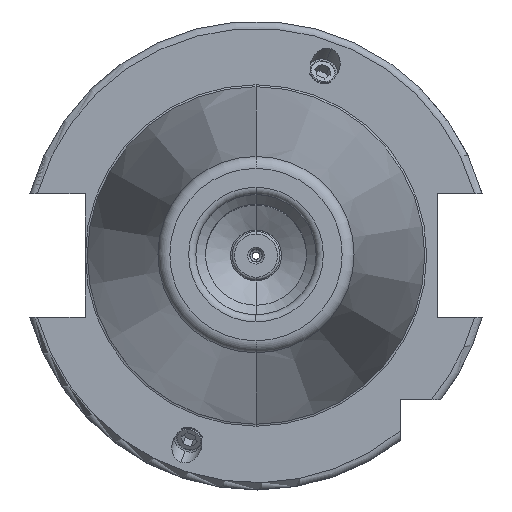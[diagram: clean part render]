
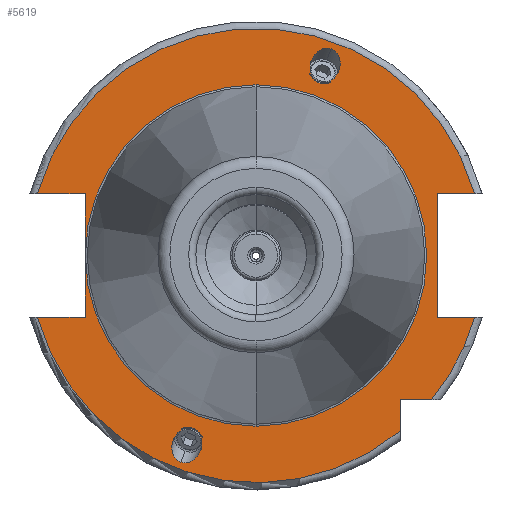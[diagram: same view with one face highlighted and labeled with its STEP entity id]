
A CAD part, top view. The second image highlights one B-rep face of the part: STEP entity #5619.
In plain terms, the highlighted planar face has unit normal (0, 0, 1).
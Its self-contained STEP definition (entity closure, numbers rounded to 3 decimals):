
#639=CARTESIAN_POINT('',(0,0,15.9));
#640=DIRECTION('',(0,0,-1));
#641=DIRECTION('',(0,1,0));
#642=AXIS2_PLACEMENT_3D('',#639,#640,#641);
#644=CARTESIAN_POINT('',(0,0,15.9));
#645=DIRECTION('',(0,0,1));
#646=DIRECTION('',(0,1,0));
#647=AXIS2_PLACEMENT_3D('',#644,#645,#646);
#659=CARTESIAN_POINT('',(0,0,15.9));
#660=DIRECTION('',(0,0,1));
#661=DIRECTION('',(-1,0,0));
#662=AXIS2_PLACEMENT_3D('',#659,#660,#661);
#664=DIRECTION('',(1,0,0));
#665=VECTOR('',#664,9.969);
#666=CARTESIAN_POINT('',(-45.469,-12.85,15.9));
#667=LINE('',#666,#665);
#668=DIRECTION('',(0.,1,0));
#669=VECTOR('',#668,12.85);
#670=CARTESIAN_POINT('',(-35.5,-12.85,15.9));
#671=LINE('',#670,#669);
#672=DIRECTION('',(0.,1,0));
#673=VECTOR('',#672,12.85);
#674=CARTESIAN_POINT('',(-35.5,0,15.9));
#675=LINE('',#674,#673);
#676=DIRECTION('',(1,0,0));
#677=VECTOR('',#676,9.969);
#678=CARTESIAN_POINT('',(-45.469,12.85,15.9));
#679=LINE('',#678,#677);
#680=DIRECTION('',(-1,0,0));
#681=VECTOR('',#680,7.769);
#682=CARTESIAN_POINT('',(45.469,12.85,15.9));
#683=LINE('',#682,#681);
#684=DIRECTION('',(0,-1,0));
#685=VECTOR('',#684,25.7);
#686=CARTESIAN_POINT('',(37.7,12.85,15.9));
#687=LINE('',#686,#685);
#688=DIRECTION('',(-1,0,0));
#689=VECTOR('',#688,7.769);
#690=CARTESIAN_POINT('',(45.469,-12.85,15.9));
#691=LINE('',#690,#689);
#692=CARTESIAN_POINT('',(0,0,15.9));
#693=DIRECTION('',(0,0,1));
#694=DIRECTION('',(0.773,-0.635,0));
#695=AXIS2_PLACEMENT_3D('',#692,#693,#694);
#697=DIRECTION('',(-1,0,0));
#698=VECTOR('',#697,6.504);
#699=CARTESIAN_POINT('',(36.504,-30,15.9));
#700=LINE('',#699,#698);
#701=DIRECTION('',(0,1,0));
#702=VECTOR('',#701,6.504);
#703=CARTESIAN_POINT('',(30,-36.504,15.9));
#704=LINE('',#703,#702);
#705=CARTESIAN_POINT('',(15.638,42.966,15.9));
#706=CARTESIAN_POINT('',(15.301,43.089,15.9));
#707=CARTESIAN_POINT('',(14.517,43.205,15.9));
#708=CARTESIAN_POINT('',(13.205,42.774,15.9));
#709=CARTESIAN_POINT('',(12.281,41.938,15.9));
#710=CARTESIAN_POINT('',(11.759,41.131,15.9));
#711=CARTESIAN_POINT('',(11.484,40.516,15.9));
#712=CARTESIAN_POINT('',(11.299,39.867,15.9));
#713=CARTESIAN_POINT('',(11.18,38.913,15.9));
#714=CARTESIAN_POINT('',(11.35,37.679,15.9));
#715=CARTESIAN_POINT('',(12.078,36.506,15.9));
#716=CARTESIAN_POINT('',(12.754,36.091,15.9));
#717=CARTESIAN_POINT('',(13.091,35.968,15.9));
#719=CARTESIAN_POINT('',(13.091,35.968,15.9));
#720=CARTESIAN_POINT('',(13.429,35.845,15.9));
#721=CARTESIAN_POINT('',(14.213,35.729,15.9));
#722=CARTESIAN_POINT('',(15.525,36.16,15.9));
#723=CARTESIAN_POINT('',(16.448,36.996,15.9));
#724=CARTESIAN_POINT('',(16.971,37.803,15.9));
#725=CARTESIAN_POINT('',(17.246,38.418,15.9));
#726=CARTESIAN_POINT('',(17.431,39.067,15.9));
#727=CARTESIAN_POINT('',(17.549,40.021,15.9));
#728=CARTESIAN_POINT('',(17.379,41.255,15.9));
#729=CARTESIAN_POINT('',(16.651,42.428,15.9));
#730=CARTESIAN_POINT('',(15.976,42.843,15.9));
#731=CARTESIAN_POINT('',(15.638,42.966,15.9));
#733=CARTESIAN_POINT('',(-15.638,-42.966,15.9));
#734=CARTESIAN_POINT('',(-15.976,-42.843,15.9));
#735=CARTESIAN_POINT('',(-16.651,-42.428,15.9));
#736=CARTESIAN_POINT('',(-17.379,-41.255,15.9));
#737=CARTESIAN_POINT('',(-17.549,-40.021,15.9));
#738=CARTESIAN_POINT('',(-17.431,-39.067,15.9));
#739=CARTESIAN_POINT('',(-17.246,-38.418,15.9));
#740=CARTESIAN_POINT('',(-16.971,-37.803,15.9));
#741=CARTESIAN_POINT('',(-16.448,-36.996,15.9));
#742=CARTESIAN_POINT('',(-15.525,-36.16,15.9));
#743=CARTESIAN_POINT('',(-14.213,-35.729,15.9));
#744=CARTESIAN_POINT('',(-13.429,-35.845,15.9));
#745=CARTESIAN_POINT('',(-13.091,-35.968,15.9));
#747=CARTESIAN_POINT('',(-13.091,-35.968,15.9));
#748=CARTESIAN_POINT('',(-12.754,-36.091,15.9));
#749=CARTESIAN_POINT('',(-12.078,-36.506,15.9));
#750=CARTESIAN_POINT('',(-11.35,-37.679,15.9));
#751=CARTESIAN_POINT('',(-11.18,-38.913,15.9));
#752=CARTESIAN_POINT('',(-11.299,-39.867,15.9));
#753=CARTESIAN_POINT('',(-11.484,-40.516,15.9));
#754=CARTESIAN_POINT('',(-11.759,-41.131,15.9));
#755=CARTESIAN_POINT('',(-12.281,-41.938,15.9));
#756=CARTESIAN_POINT('',(-13.205,-42.774,15.9));
#757=CARTESIAN_POINT('',(-14.517,-43.205,15.9));
#758=CARTESIAN_POINT('',(-15.301,-43.089,15.9));
#759=CARTESIAN_POINT('',(-15.638,-42.966,15.9));
#1566=CARTESIAN_POINT('',(0,0,15.9));
#1567=DIRECTION('',(0,0,1));
#1568=DIRECTION('',(0.962,0.272,0));
#1569=AXIS2_PLACEMENT_3D('',#1566,#1567,#1568);
#1617=CARTESIAN_POINT('',(0,0,15.9));
#1618=DIRECTION('',(0,0,1));
#1619=DIRECTION('',(-0.962,-0.272,0));
#1620=AXIS2_PLACEMENT_3D('',#1617,#1618,#1619);
#3992=CARTESIAN_POINT('',(0,35.5,15.9));
#3994=VERTEX_POINT('',#3992);
#4014=CARTESIAN_POINT('',(0,-35.5,15.9));
#4016=VERTEX_POINT('',#4014);
#4162=CARTESIAN_POINT('',(-45.469,-12.85,15.9));
#4163=CARTESIAN_POINT('',(-35.5,-12.85,15.9));
#4164=VERTEX_POINT('',#4162);
#4165=VERTEX_POINT('',#4163);
#4166=CARTESIAN_POINT('',(-35.5,0,15.9));
#4167=VERTEX_POINT('',#4166);
#4168=CARTESIAN_POINT('',(-35.5,12.85,15.9));
#4169=VERTEX_POINT('',#4168);
#4170=CARTESIAN_POINT('',(-45.469,12.85,15.9));
#4171=VERTEX_POINT('',#4170);
#4172=CARTESIAN_POINT('',(37.7,12.85,15.9));
#4173=CARTESIAN_POINT('',(37.7,-12.85,15.9));
#4174=VERTEX_POINT('',#4172);
#4175=VERTEX_POINT('',#4173);
#4176=CARTESIAN_POINT('',(45.469,-12.85,15.9));
#4177=VERTEX_POINT('',#4176);
#4178=CARTESIAN_POINT('',(45.469,12.85,15.9));
#4179=VERTEX_POINT('',#4178);
#4180=CARTESIAN_POINT('',(30,-36.504,15.9));
#4181=CARTESIAN_POINT('',(30,-30,15.9));
#4182=VERTEX_POINT('',#4180);
#4183=VERTEX_POINT('',#4181);
#4184=CARTESIAN_POINT('',(36.504,-30,15.9));
#4185=VERTEX_POINT('',#4184);
#4278=VERTEX_POINT('',#705);
#4279=VERTEX_POINT('',#717);
#4334=CARTESIAN_POINT('',(-15.638,-42.966,15.9));
#4336=VERTEX_POINT('',#4334);
#4341=CARTESIAN_POINT('',(-13.091,-35.968,15.9));
#4342=VERTEX_POINT('',#4341);
#5573=CARTESIAN_POINT('',(0,0,15.9));
#5574=DIRECTION('',(0,0,-1));
#5575=DIRECTION('',(0,-1,0));
#5576=AXIS2_PLACEMENT_3D('',#5573,#5574,#5575);
#5577=PLANE('',#5576);
#5579=ORIENTED_EDGE('',*,*,#5578,.T.);
#5581=ORIENTED_EDGE('',*,*,#5580,.T.);
#5582=ORIENTED_EDGE('',*,*,#5568,.T.);
#5583=ORIENTED_EDGE('',*,*,#5550,.F.);
#5584=ORIENTED_EDGE('',*,*,#5563,.T.);
#5586=ORIENTED_EDGE('',*,*,#5585,.T.);
#5588=ORIENTED_EDGE('',*,*,#5587,.F.);
#5590=ORIENTED_EDGE('',*,*,#5589,.F.);
#5592=ORIENTED_EDGE('',*,*,#5591,.T.);
#5594=ORIENTED_EDGE('',*,*,#5593,.T.);
#5596=ORIENTED_EDGE('',*,*,#5595,.F.);
#5598=ORIENTED_EDGE('',*,*,#5597,.F.);
#5600=ORIENTED_EDGE('',*,*,#5599,.T.);
#5602=ORIENTED_EDGE('',*,*,#5601,.F.);
#5604=ORIENTED_EDGE('',*,*,#5603,.F.);
#5605=EDGE_LOOP('',(#5579,#5581,#5582,#5583,#5584,#5586,#5588,#5590,#5592,#5594,
#5596,#5598,#5600,#5602,#5604));
#5606=FACE_OUTER_BOUND('',#5605,.F.);
#5608=ORIENTED_EDGE('',*,*,#5607,.T.);
#5610=ORIENTED_EDGE('',*,*,#5609,.T.);
#5611=EDGE_LOOP('',(#5608,#5610));
#5612=FACE_BOUND('',#5611,.F.);
#5614=ORIENTED_EDGE('',*,*,#5613,.F.);
#5616=ORIENTED_EDGE('',*,*,#5615,.F.);
#5617=EDGE_LOOP('',(#5614,#5616));
#5618=FACE_BOUND('',#5617,.F.);
#5619=ADVANCED_FACE('',(#5606,#5612,#5618),#5577,.F.);
#643=CIRCLE('',#642,35.5);
#648=CIRCLE('',#647,35.5);
#663=CIRCLE('',#662,35.5);
#696=CIRCLE('',#695,47.25);
#718=B_SPLINE_CURVE_WITH_KNOTS('',3,(#705,#706,#707,#708,#709,#710,#711,#712,
#713,#714,#715,#716,#717),.UNSPECIFIED.,.F.,.F.,(4,1,1,1,1,1,1,1,1,1,4),(0,
0.125,0.25,0.375,0.438,0.5,0.563,0.625,0.75,0.875,1),
.UNSPECIFIED.);
#732=B_SPLINE_CURVE_WITH_KNOTS('',3,(#719,#720,#721,#722,#723,#724,#725,#726,
#727,#728,#729,#730,#731),.UNSPECIFIED.,.F.,.F.,(4,1,1,1,1,1,1,1,1,1,4),(0,
0.125,0.25,0.375,0.438,0.5,0.563,0.625,0.75,0.875,1),
.UNSPECIFIED.);
#746=B_SPLINE_CURVE_WITH_KNOTS('',3,(#733,#734,#735,#736,#737,#738,#739,#740,
#741,#742,#743,#744,#745),.UNSPECIFIED.,.F.,.F.,(4,1,1,1,1,1,1,1,1,1,4),(0,
0.125,0.25,0.375,0.438,0.5,0.563,0.625,0.75,0.875,1),
.UNSPECIFIED.);
#760=B_SPLINE_CURVE_WITH_KNOTS('',3,(#747,#748,#749,#750,#751,#752,#753,#754,
#755,#756,#757,#758,#759),.UNSPECIFIED.,.F.,.F.,(4,1,1,1,1,1,1,1,1,1,4),(0,
0.125,0.25,0.375,0.438,0.5,0.563,0.625,0.75,0.875,1),
.UNSPECIFIED.);
#1570=CIRCLE('',#1569,47.25);
#1621=CIRCLE('',#1620,47.25);
#5550=EDGE_CURVE('',#3994,#4016,#643,.T.);
#5563=EDGE_CURVE('',#3994,#4167,#648,.T.);
#5568=EDGE_CURVE('',#4167,#4016,#663,.T.);
#5578=EDGE_CURVE('',#4164,#4165,#667,.T.);
#5580=EDGE_CURVE('',#4165,#4167,#671,.T.);
#5585=EDGE_CURVE('',#4167,#4169,#675,.T.);
#5587=EDGE_CURVE('',#4171,#4169,#679,.T.);
#5589=EDGE_CURVE('',#4179,#4171,#1570,.T.);
#5591=EDGE_CURVE('',#4179,#4174,#683,.T.);
#5593=EDGE_CURVE('',#4174,#4175,#687,.T.);
#5595=EDGE_CURVE('',#4177,#4175,#691,.T.);
#5597=EDGE_CURVE('',#4185,#4177,#696,.T.);
#5599=EDGE_CURVE('',#4185,#4183,#700,.T.);
#5601=EDGE_CURVE('',#4182,#4183,#704,.T.);
#5603=EDGE_CURVE('',#4164,#4182,#1621,.T.);
#5607=EDGE_CURVE('',#4278,#4279,#718,.T.);
#5609=EDGE_CURVE('',#4279,#4278,#732,.T.);
#5613=EDGE_CURVE('',#4336,#4342,#746,.T.);
#5615=EDGE_CURVE('',#4342,#4336,#760,.T.);
